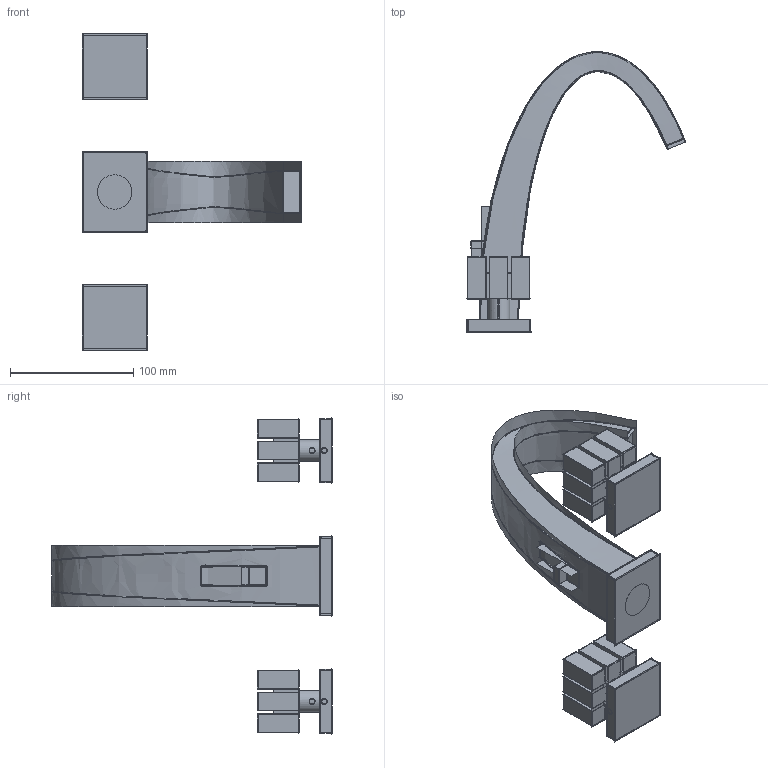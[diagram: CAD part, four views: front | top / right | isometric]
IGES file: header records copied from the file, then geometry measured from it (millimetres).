
Start section:  PTC IGES file: 2004BSN103-XX.igs
Global section: file name: 2004BSN103-XX.igs; native system: Creo Elements/Pro by Parametric Technology Corporation; preprocessor: 2015070; author: leo; organization: Unknown; date: 20200309.145248; units: inch
Bounding box: 178.13 x 227.14 x 256.03 mm (x, y, z)
Volume: 1572725.6 mm3; surface area: 1423804.7 mm2
Topology: 7 solids, 7 shells, 578 faces, 3611 edges, 5091 vertices
Faces by surface type: bspline 324, revolution 250, extrusion 4
